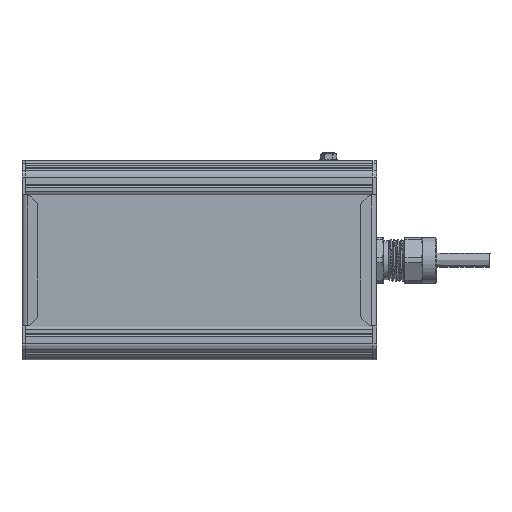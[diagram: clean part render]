
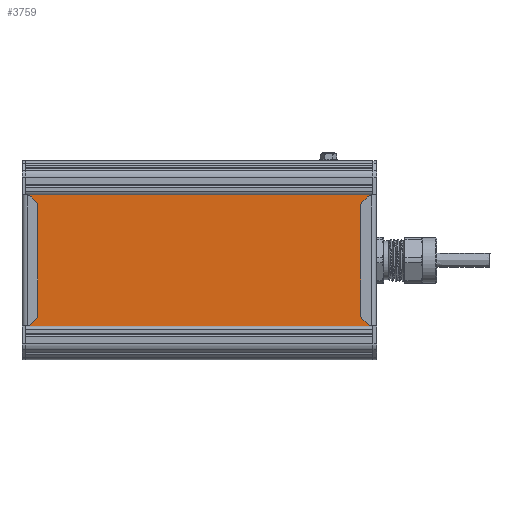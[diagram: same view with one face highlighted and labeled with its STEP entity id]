
A CAD part, front view. The second image highlights one B-rep face of the part: STEP entity #3759.
In plain terms, the highlighted face is planar.
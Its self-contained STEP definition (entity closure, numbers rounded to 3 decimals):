
#3759=ADVANCED_FACE('',(#10389),#10391,.T.);
#10389=FACE_BOUND('',#10390,.T.);
#10390=EDGE_LOOP('',(#36071,#36072,#36073,#36074));
#10391=PLANE('',#10392);
#10392=AXIS2_PLACEMENT_3D('',#10393,#10394,#10395);
#10393=CARTESIAN_POINT('',(120.465,593.492,117.308));
#10394=DIRECTION('',(0.,0.,-1.));
#10395=DIRECTION('',(0.,1.,0.));
#36071=ORIENTED_EDGE('',*,*,#42007,.T.);
#36072=ORIENTED_EDGE('',*,*,#42006,.F.);
#36073=ORIENTED_EDGE('',*,*,#42008,.T.);
#36074=ORIENTED_EDGE('',*,*,#42009,.T.);
#42006=EDGE_CURVE('',#46048,#46046,#46050,.T.);
#42007=EDGE_CURVE('',#46051,#46046,#46052,.T.);
#42008=EDGE_CURVE('',#46048,#46053,#46054,.T.);
#42009=EDGE_CURVE('',#46053,#46051,#46055,.T.);
#46046=VERTEX_POINT('',#57617);
#46048=VERTEX_POINT('',#57621);
#46050=LINE('',#57625,#57626);
#46051=VERTEX_POINT('',#57628);
#46052=LINE('',#57629,#57630);
#46053=VERTEX_POINT('',#57632);
#46054=LINE('',#57633,#57634);
#46055=LINE('',#57636,#57637);
#57617=CARTESIAN_POINT('',(316.465,593.492,117.308));
#57621=CARTESIAN_POINT('',(120.465,593.492,117.308));
#57625=CARTESIAN_POINT('',(120.465,593.492,117.308));
#57626=VECTOR('',#57627,1.);
#57627=DIRECTION('',(1.,0.,0.));
#57628=CARTESIAN_POINT('',(316.465,679.838,117.308));
#57629=CARTESIAN_POINT('',(316.465,679.838,117.308));
#57630=VECTOR('',#57631,1.);
#57631=DIRECTION('',(0.,-1.,0.));
#57632=CARTESIAN_POINT('',(120.465,679.838,117.308));
#57633=CARTESIAN_POINT('',(120.465,593.492,117.308));
#57634=VECTOR('',#57635,1.);
#57635=DIRECTION('',(0.,1.,0.));
#57636=CARTESIAN_POINT('',(120.465,679.838,117.308));
#57637=VECTOR('',#57638,1.);
#57638=DIRECTION('',(1.,0.,0.));
